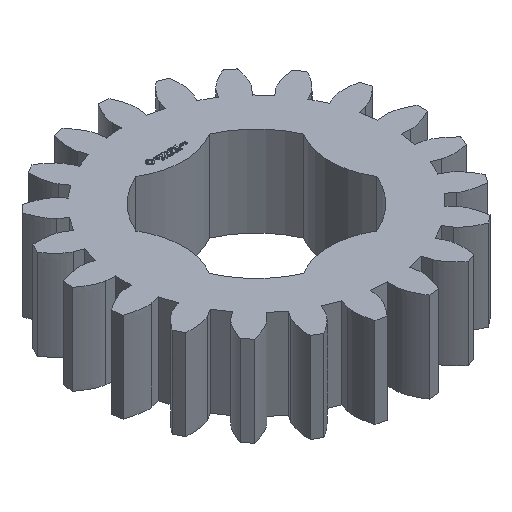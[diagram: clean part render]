
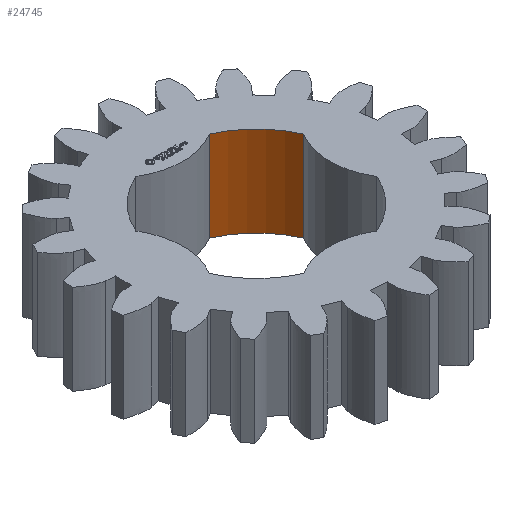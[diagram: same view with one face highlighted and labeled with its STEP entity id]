
A CAD part, isometric view. The second image highlights one B-rep face of the part: STEP entity #24745.
In plain terms, the highlighted cylindrical face has radius 6.35 mm (diameter 12.7 mm), a partial arc.
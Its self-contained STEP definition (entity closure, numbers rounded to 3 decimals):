
#93 = PLANE('',#94);
#94 = AXIS2_PLACEMENT_3D('',#95,#96,#97);
#95 = CARTESIAN_POINT('',(0.,0.,6.25));
#96 = DIRECTION('',(0.,0.,1.));
#97 = DIRECTION('',(1.,0.,0.));
#168 = PLANE('',#169);
#169 = AXIS2_PLACEMENT_3D('',#170,#171,#172);
#170 = CARTESIAN_POINT('',(0.,0.,0.));
#171 = DIRECTION('',(0.,0.,1.));
#172 = DIRECTION('',(1.,0.,0.));
#6236 = VERTEX_POINT('',#6237);
#6237 = CARTESIAN_POINT('',(2.55,5.816,0.));
#6252 = CYLINDRICAL_SURFACE('',#6253,4.9);
#6253 = AXIS2_PLACEMENT_3D('',#6254,#6255,#6256);
#6254 = CARTESIAN_POINT('',(0.,10.,0.));
#6255 = DIRECTION('',(0.,-0.,-1.));
#6256 = DIRECTION('',(0.707,0.707,0.));
#6264 = EDGE_CURVE('',#6265,#6236,#6267,.T.);
#6265 = VERTEX_POINT('',#6266);
#6266 = CARTESIAN_POINT('',(5.816,2.55,0.));
#6267 = SURFACE_CURVE('',#6268,(#6273,#6280),.PCURVE_S1.);
#6268 = CIRCLE('',#6269,6.35);
#6269 = AXIS2_PLACEMENT_3D('',#6270,#6271,#6272);
#6270 = CARTESIAN_POINT('',(0.,0.,0.));
#6271 = DIRECTION('',(0.,-0.,1.));
#6272 = DIRECTION('',(0.707,0.707,0.));
#6273 = PCURVE('',#168,#6274);
#6274 = DEFINITIONAL_REPRESENTATION('',(#6275),#6279);
#6275 = CIRCLE('',#6276,6.35);
#6276 = AXIS2_PLACEMENT_2D('',#6277,#6278);
#6277 = CARTESIAN_POINT('',(0.,0.));
#6278 = DIRECTION('',(0.707,0.707));
#6279 = ( GEOMETRIC_REPRESENTATION_CONTEXT(2) 
PARAMETRIC_REPRESENTATION_CONTEXT() REPRESENTATION_CONTEXT('2D SPACE',''
  ) );
#6280 = PCURVE('',#6281,#6286);
#6281 = CYLINDRICAL_SURFACE('',#6282,6.35);
#6282 = AXIS2_PLACEMENT_3D('',#6283,#6284,#6285);
#6283 = CARTESIAN_POINT('',(0.,0.,0.));
#6284 = DIRECTION('',(0.,-0.,-1.));
#6285 = DIRECTION('',(0.707,0.707,0.));
#6286 = DEFINITIONAL_REPRESENTATION('',(#6287),#6291);
#6287 = LINE('',#6288,#6289);
#6288 = CARTESIAN_POINT('',(-0.,0.));
#6289 = VECTOR('',#6290,1.);
#6290 = DIRECTION('',(-1.,0.));
#6291 = ( GEOMETRIC_REPRESENTATION_CONTEXT(2) 
PARAMETRIC_REPRESENTATION_CONTEXT() REPRESENTATION_CONTEXT('2D SPACE',''
  ) );
#6310 = CYLINDRICAL_SURFACE('',#6311,4.9);
#6311 = AXIS2_PLACEMENT_3D('',#6312,#6313,#6314);
#6312 = CARTESIAN_POINT('',(10.,0.,0.));
#6313 = DIRECTION('',(0.,-0.,-1.));
#6314 = DIRECTION('',(0.707,0.707,0.));
#10658 = VERTEX_POINT('',#10659);
#10659 = CARTESIAN_POINT('',(2.55,5.816,6.25));
#10681 = EDGE_CURVE('',#10682,#10658,#10684,.T.);
#10682 = VERTEX_POINT('',#10683);
#10683 = CARTESIAN_POINT('',(5.816,2.55,6.25));
#10684 = SURFACE_CURVE('',#10685,(#10690,#10697),.PCURVE_S1.);
#10685 = CIRCLE('',#10686,6.35);
#10686 = AXIS2_PLACEMENT_3D('',#10687,#10688,#10689);
#10687 = CARTESIAN_POINT('',(0.,0.,6.25)
  );
#10688 = DIRECTION('',(0.,-0.,1.));
#10689 = DIRECTION('',(0.707,0.707,0.));
#10690 = PCURVE('',#93,#10691);
#10691 = DEFINITIONAL_REPRESENTATION('',(#10692),#10696);
#10692 = CIRCLE('',#10693,6.35);
#10693 = AXIS2_PLACEMENT_2D('',#10694,#10695);
#10694 = CARTESIAN_POINT('',(0.,0.));
#10695 = DIRECTION('',(0.707,0.707));
#10696 = ( GEOMETRIC_REPRESENTATION_CONTEXT(2) 
PARAMETRIC_REPRESENTATION_CONTEXT() REPRESENTATION_CONTEXT('2D SPACE',''
  ) );
#10697 = PCURVE('',#6281,#10698);
#10698 = DEFINITIONAL_REPRESENTATION('',(#10699),#10703);
#10699 = LINE('',#10700,#10701);
#10700 = CARTESIAN_POINT('',(-0.,-6.25));
#10701 = VECTOR('',#10702,1.);
#10702 = DIRECTION('',(-1.,0.));
#10703 = ( GEOMETRIC_REPRESENTATION_CONTEXT(2) 
PARAMETRIC_REPRESENTATION_CONTEXT() REPRESENTATION_CONTEXT('2D SPACE',''
  ) );
#24722 = EDGE_CURVE('',#6265,#10682,#24723,.T.);
#24723 = SURFACE_CURVE('',#24724,(#24728,#24735),.PCURVE_S1.);
#24724 = LINE('',#24725,#24726);
#24725 = CARTESIAN_POINT('',(5.816,2.55,0.));
#24726 = VECTOR('',#24727,1.);
#24727 = DIRECTION('',(0.,0.,1.));
#24728 = PCURVE('',#6310,#24729);
#24729 = DEFINITIONAL_REPRESENTATION('',(#24730),#24734);
#24730 = LINE('',#24731,#24732);
#24731 = CARTESIAN_POINT('',(-1.809,0.));
#24732 = VECTOR('',#24733,1.);
#24733 = DIRECTION('',(-0.,-1.));
#24734 = ( GEOMETRIC_REPRESENTATION_CONTEXT(2) 
PARAMETRIC_REPRESENTATION_CONTEXT() REPRESENTATION_CONTEXT('2D SPACE',''
  ) );
#24735 = PCURVE('',#6281,#24736);
#24736 = DEFINITIONAL_REPRESENTATION('',(#24737),#24741);
#24737 = LINE('',#24738,#24739);
#24738 = CARTESIAN_POINT('',(-5.911,0.));
#24739 = VECTOR('',#24740,1.);
#24740 = DIRECTION('',(-0.,-1.));
#24741 = ( GEOMETRIC_REPRESENTATION_CONTEXT(2) 
PARAMETRIC_REPRESENTATION_CONTEXT() REPRESENTATION_CONTEXT('2D SPACE',''
  ) );
#24745 = ADVANCED_FACE('',(#24746),#6281,.F.);
#24746 = FACE_BOUND('',#24747,.T.);
#24747 = EDGE_LOOP('',(#24748,#24749,#24750,#24771));
#24748 = ORIENTED_EDGE('',*,*,#24722,.T.);
#24749 = ORIENTED_EDGE('',*,*,#10681,.T.);
#24750 = ORIENTED_EDGE('',*,*,#24751,.F.);
#24751 = EDGE_CURVE('',#6236,#10658,#24752,.T.);
#24752 = SURFACE_CURVE('',#24753,(#24757,#24764),.PCURVE_S1.);
#24753 = LINE('',#24754,#24755);
#24754 = CARTESIAN_POINT('',(2.55,5.816,0.));
#24755 = VECTOR('',#24756,1.);
#24756 = DIRECTION('',(0.,0.,1.));
#24757 = PCURVE('',#6281,#24758);
#24758 = DEFINITIONAL_REPRESENTATION('',(#24759),#24763);
#24759 = LINE('',#24760,#24761);
#24760 = CARTESIAN_POINT('',(-6.655,0.));
#24761 = VECTOR('',#24762,1.);
#24762 = DIRECTION('',(-0.,-1.));
#24763 = ( GEOMETRIC_REPRESENTATION_CONTEXT(2) 
PARAMETRIC_REPRESENTATION_CONTEXT() REPRESENTATION_CONTEXT('2D SPACE',''
  ) );
#24764 = PCURVE('',#6252,#24765);
#24765 = DEFINITIONAL_REPRESENTATION('',(#24766),#24770);
#24766 = LINE('',#24767,#24768);
#24767 = CARTESIAN_POINT('',(-4.474,0.));
#24768 = VECTOR('',#24769,1.);
#24769 = DIRECTION('',(-0.,-1.));
#24770 = ( GEOMETRIC_REPRESENTATION_CONTEXT(2) 
PARAMETRIC_REPRESENTATION_CONTEXT() REPRESENTATION_CONTEXT('2D SPACE',''
  ) );
#24771 = ORIENTED_EDGE('',*,*,#6264,.F.);
